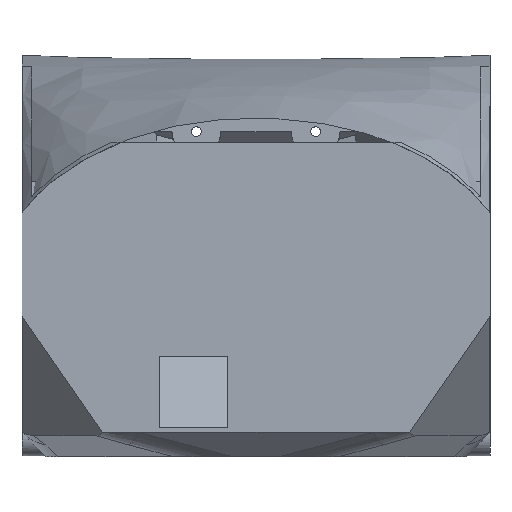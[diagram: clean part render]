
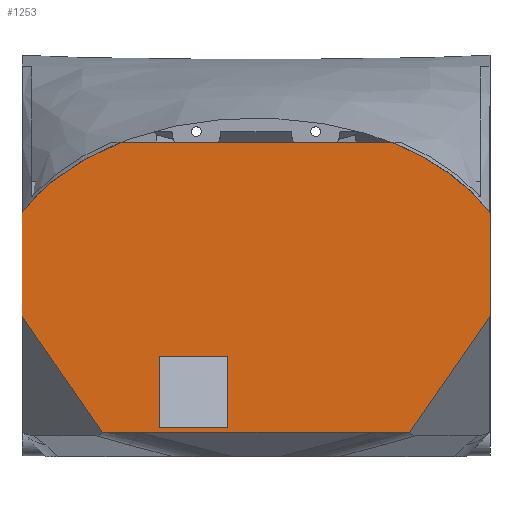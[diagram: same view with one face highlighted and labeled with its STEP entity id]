
A CAD part, left-side view. The second image highlights one B-rep face of the part: STEP entity #1253.
In plain terms, the highlighted planar face has unit normal (-1, 0, 0).
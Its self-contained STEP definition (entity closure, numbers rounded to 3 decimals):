
#1253=ADVANCED_FACE('',(#3688,#3690),#3692,.T.);
#3688=FACE_BOUND('',#3689,.T.);
#3689=EDGE_LOOP('',(#6500,#6501,#6502,#6503,#6504,#6505,#6506,#6507,#6508,#6509,
#6510,#6511));
#3690=FACE_BOUND('',#3691,.T.);
#3691=EDGE_LOOP('',(#6512,#6513,#6514,#6515));
#3692=PLANE('',#3693);
#3693=AXIS2_PLACEMENT_3D('',#3694,#3695,#3696);
#3694=CARTESIAN_POINT('',(0.,138.,50.));
#3695=DIRECTION('',(-1.,0.,0.));
#3696=DIRECTION('',(0.,-1.,0.));
#6500=ORIENTED_EDGE('',*,*,#7536,.T.);
#6501=ORIENTED_EDGE('',*,*,#7537,.T.);
#6502=ORIENTED_EDGE('',*,*,#7538,.F.);
#6503=ORIENTED_EDGE('',*,*,#7539,.T.);
#6504=ORIENTED_EDGE('',*,*,#7540,.T.);
#6505=ORIENTED_EDGE('',*,*,#7541,.F.);
#6506=ORIENTED_EDGE('',*,*,#7542,.T.);
#6507=ORIENTED_EDGE('',*,*,#7543,.F.);
#6508=ORIENTED_EDGE('',*,*,#7544,.T.);
#6509=ORIENTED_EDGE('',*,*,#7545,.T.);
#6510=ORIENTED_EDGE('',*,*,#7336,.T.);
#6511=ORIENTED_EDGE('',*,*,#7484,.T.);
#6512=ORIENTED_EDGE('',*,*,#7546,.T.);
#6513=ORIENTED_EDGE('',*,*,#7547,.T.);
#6514=ORIENTED_EDGE('',*,*,#7455,.T.);
#6515=ORIENTED_EDGE('',*,*,#7548,.T.);
#7336=EDGE_CURVE('',#8217,#8215,#8218,.T.);
#7455=EDGE_CURVE('',#8423,#8421,#8424,.F.);
#7484=EDGE_CURVE('',#8215,#8466,#8468,.T.);
#7536=EDGE_CURVE('',#8466,#8551,#8552,.F.);
#7537=EDGE_CURVE('',#8551,#8553,#8554,.T.);
#7538=EDGE_CURVE('',#8555,#8553,#8556,.T.);
#7539=EDGE_CURVE('',#8555,#8557,#8558,.T.);
#7540=EDGE_CURVE('',#8557,#8559,#8560,.F.);
#7541=EDGE_CURVE('',#8561,#8559,#8562,.F.);
#7542=EDGE_CURVE('',#8561,#8563,#8564,.T.);
#7543=EDGE_CURVE('',#8565,#8563,#8566,.F.);
#7544=EDGE_CURVE('',#8565,#8567,#8568,.F.);
#7545=EDGE_CURVE('',#8567,#8217,#8569,.T.);
#7546=EDGE_CURVE('',#8570,#8571,#8572,.F.);
#7547=EDGE_CURVE('',#8571,#8423,#8573,.F.);
#7548=EDGE_CURVE('',#8421,#8570,#8574,.F.);
#8215=VERTEX_POINT('',#10524);
#8217=VERTEX_POINT('',#10529);
#8218=LINE('',#10530,#10531);
#8421=VERTEX_POINT('',#11358);
#8423=VERTEX_POINT('',#11362);
#8424=LINE('',#11363,#11364);
#8466=VERTEX_POINT('',#11480);
#8468=B_SPLINE_CURVE_WITH_KNOTS('',3,
(#11491,#11492,#11493,#11494),
.UNSPECIFIED.,.F.,.F.,
(4,4),
(0.,1.),
.UNSPECIFIED.);
#8551=VERTEX_POINT('',#11950);
#8552=LINE('',#11951,#11952);
#8553=VERTEX_POINT('',#11954);
#8554=B_SPLINE_CURVE_WITH_KNOTS('',3,
(#11955,#11956,#11957,#11958),
.UNSPECIFIED.,.F.,.F.,
(4,4),
(0.,1.),
.UNSPECIFIED.);
#8555=VERTEX_POINT('',#11959);
#8556=LINE('',#11960,#11961);
#8557=VERTEX_POINT('',#11963);
#8558=LINE('',#11964,#11965);
#8559=VERTEX_POINT('',#11967);
#8560=LINE('',#11968,#11969);
#8561=VERTEX_POINT('',#11971);
#8562=LINE('',#11972,#11973);
#8563=VERTEX_POINT('',#11975);
#8564=LINE('',#11976,#11977);
#8565=VERTEX_POINT('',#11979);
#8566=LINE('',#11980,#11981);
#8567=VERTEX_POINT('',#11983);
#8568=LINE('',#11984,#11985);
#8569=LINE('',#11987,#11988);
#8570=VERTEX_POINT('',#11990);
#8571=VERTEX_POINT('',#11991);
#8572=LINE('',#11992,#11993);
#8573=LINE('',#11995,#11996);
#8574=LINE('',#11998,#11999);
#10524=CARTESIAN_POINT('',(0.,42.,100.));
#10529=CARTESIAN_POINT('',(0.,42.,78.823));
#10530=CARTESIAN_POINT('',(0.,42.,78.823));
#10531=VECTOR('',#10532,1.);
#10532=DIRECTION('',(0.,0.,1.));
#11358=CARTESIAN_POINT('',(0.,109.8,56.));
#11362=CARTESIAN_POINT('',(0.,95.78,56.));
#11363=CARTESIAN_POINT('',(0.,109.8,56.));
#11364=VECTOR('',#11365,1.);
#11365=DIRECTION('',(0.,-1.,0.));
#11480=CARTESIAN_POINT('',(0.,61.919,114.38));
#11491=CARTESIAN_POINT('',(0.,42.,100.));
#11492=CARTESIAN_POINT('',(0.,46.762,106.344));
#11493=CARTESIAN_POINT('',(0.,53.767,111.137));
#11494=CARTESIAN_POINT('',(0.,61.919,114.38));
#11950=CARTESIAN_POINT('',(0.,118.081,114.38));
#11951=CARTESIAN_POINT('',(0.,118.081,114.38));
#11952=VECTOR('',#11953,1.);
#11953=DIRECTION('',(0.,-1.,0.));
#11954=CARTESIAN_POINT('',(0.,138.,100.));
#11955=CARTESIAN_POINT('',(0.,118.081,114.38));
#11956=CARTESIAN_POINT('',(0.,126.233,111.137));
#11957=CARTESIAN_POINT('',(0.,133.238,106.344));
#11958=CARTESIAN_POINT('',(0.,138.,100.));
#11959=CARTESIAN_POINT('',(0.,138.,78.823));
#11960=CARTESIAN_POINT('',(0.,138.,78.823));
#11961=VECTOR('',#11962,1.);
#11962=DIRECTION('',(0.,0.,1.));
#11963=CARTESIAN_POINT('',(0.,138.,78.823));
#11964=CARTESIAN_POINT('',(0.,138.,78.823));
#11965=VECTOR('',#11966,1.);
#11966=DIRECTION('',(0.,-1.,0.));
#11967=CARTESIAN_POINT('',(0.,121.469,55.));
#11968=CARTESIAN_POINT('',(0.,121.469,55.));
#11969=VECTOR('',#11970,1.);
#11970=DIRECTION('',(0.,0.57,0.822));
#11971=CARTESIAN_POINT('',(0.,114.004,55.));
#11972=CARTESIAN_POINT('',(0.,121.469,55.));
#11973=VECTOR('',#11974,1.);
#11974=DIRECTION('',(0.,-1.,0.));
#11975=CARTESIAN_POINT('',(0.,65.996,55.));
#11976=CARTESIAN_POINT('',(0.,114.004,55.));
#11977=VECTOR('',#11978,1.);
#11978=DIRECTION('',(0.,-1.,0.));
#11979=CARTESIAN_POINT('',(0.,58.531,55.));
#11980=CARTESIAN_POINT('',(0.,65.996,55.));
#11981=VECTOR('',#11982,1.);
#11982=DIRECTION('',(0.,-1.,0.));
#11983=CARTESIAN_POINT('',(0.,42.,78.823));
#11984=CARTESIAN_POINT('',(0.,42.,78.823));
#11985=VECTOR('',#11986,1.);
#11986=DIRECTION('',(0.,0.57,-0.822));
#11987=CARTESIAN_POINT('',(0.,42.,78.823));
#11988=VECTOR('',#11989,1.);
#11989=DIRECTION('',(0.,-1.,0.));
#11990=CARTESIAN_POINT('',(0.,109.8,70.57));
#11991=CARTESIAN_POINT('',(0.,95.78,70.57));
#11992=CARTESIAN_POINT('',(0.,95.78,70.57));
#11993=VECTOR('',#11994,1.);
#11994=DIRECTION('',(0.,1.,0.));
#11995=CARTESIAN_POINT('',(0.,95.78,56.));
#11996=VECTOR('',#11997,1.);
#11997=DIRECTION('',(0.,0.,1.));
#11998=CARTESIAN_POINT('',(0.,109.8,70.57));
#11999=VECTOR('',#12000,1.);
#12000=DIRECTION('',(0.,0.,-1.));
